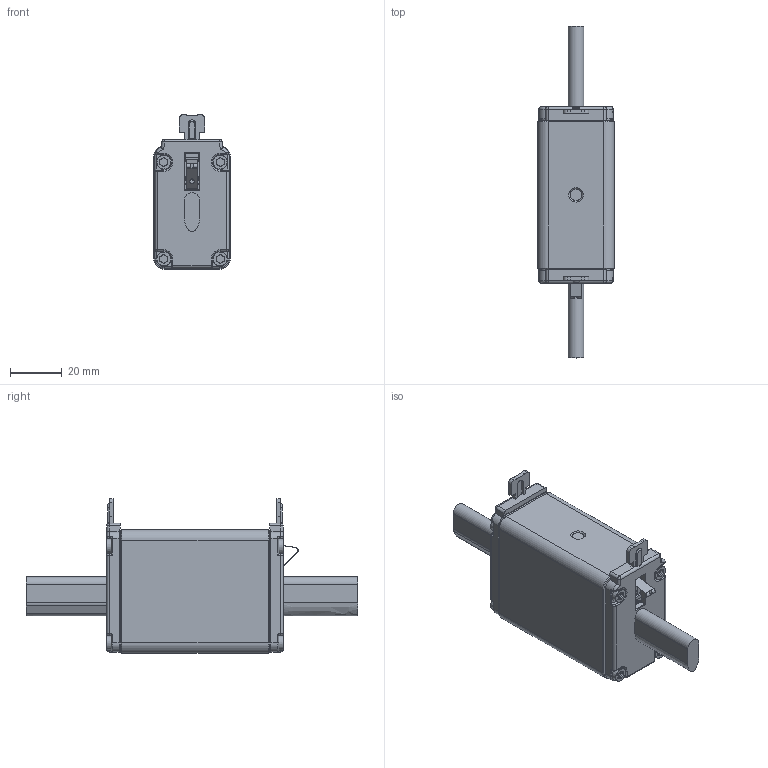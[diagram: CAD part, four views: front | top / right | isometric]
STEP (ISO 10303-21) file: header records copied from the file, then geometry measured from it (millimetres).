
FILE_DESCRIPTION(/* description */ (''),/* implementation_level */ '2;1');
FILE_NAME(/* name */ '1000407-A NH0 SGL.stp',/* time_stamp */ '2016-11-30T10:06:42+01:00',/* author */ (''),/* organization */ (''),/* preprocessor_version */ 'ST-DEVELOPER v16',/* originating_system */ 'SIEMENS PLM Software NX 10.0',/* authorisation */ '');
FILE_SCHEMA (('AP203_CONFIGURATION_CONTROLLED_3D_DESIGN_OF_MECHANICAL_PARTS_AND_ASSEMBLIES_MIM_LF { 1 0 10303 403 2 1 2}'));
Length unit declared in the file: millimetre
Products named in the file (1): dbou2C045E33eggj
Bounding box: 29.5 x 127.7 x 59.5 mm (x, y, z)
Volume: 95578.6 mm3; surface area: 22434.6 mm2
Topology: 2 solids, 9 shells, 1212 faces, 3196 edges, 2032 vertices
Faces by surface type: plane 588, cylinder 453, torus 77, cone 67, bspline 20, sphere 5, extrusion 2
Full cylindrical faces by diameter (mm): 0.3 x1, 2 x3, 2.4 x8, 3.2 x7, 3.3 x7, 4 x1, 4.45 x1, 4.5 x1, 5 x1, 5.5 x1, 6 x4, 6.4 x2, 7 x1
Entity records: 41492 total; most frequent: CARTESIAN_POINT 11470, DIRECTION 6442, ORIENTED_EDGE 6072, EDGE_CURVE 3036, AXIS2_PLACEMENT_3D 2318, VERTEX_POINT 1971, VECTOR 1806, LINE 1804
